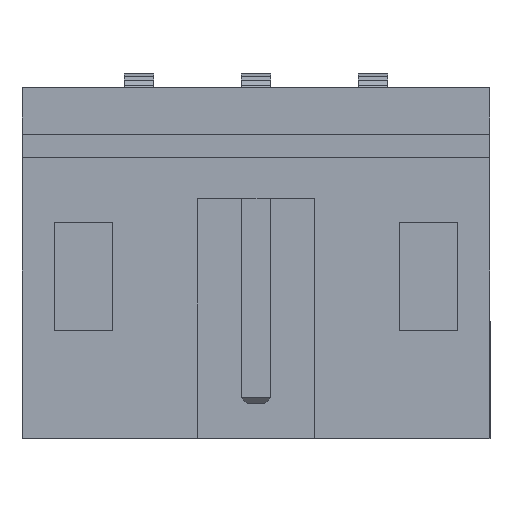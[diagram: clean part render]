
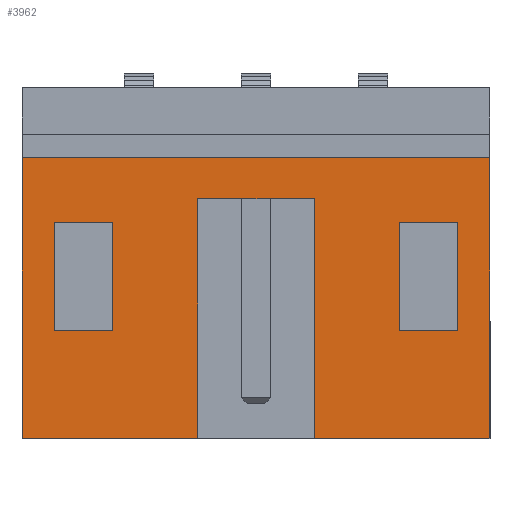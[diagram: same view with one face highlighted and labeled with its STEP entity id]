
A CAD part, top view. The second image highlights one B-rep face of the part: STEP entity #3962.
In plain terms, the highlighted planar face has unit normal (0, 0, 1).
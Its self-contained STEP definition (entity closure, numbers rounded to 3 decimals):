
#9 = VERTEX_POINT ( 'NONE', #1722 ) ;
#14 = EDGE_LOOP ( 'NONE', ( #3791, #1023, #1295, #643 ) ) ;
#73 = EDGE_CURVE ( 'NONE', #888, #3930, #770, .T. ) ;
#92 = LINE ( 'NONE', #1757, #919 ) ;
#113 = ORIENTED_EDGE ( 'NONE', *, *, #4274, .T. ) ;
#195 = LINE ( 'NONE', #2536, #2792 ) ;
#198 = LINE ( 'NONE', #1519, #3419 ) ;
#226 = VECTOR ( 'NONE', #460, 1000. ) ;
#257 = EDGE_CURVE ( 'NONE', #9, #1372, #983, .T. ) ;
#291 = DIRECTION ( 'NONE',  ( 0., 0., -1. ) ) ;
#317 = FACE_BOUND ( 'NONE', #14, .T. ) ;
#422 = EDGE_CURVE ( 'NONE', #1605, #4199, #782, .T. ) ;
#455 = VECTOR ( 'NONE', #701, 1000. ) ;
#460 = DIRECTION ( 'NONE',  ( 1., 0., 0. ) ) ;
#489 = CARTESIAN_POINT ( 'NONE',  ( -2.45, 0.7, 4.62 ) ) ;
#493 = DIRECTION ( 'NONE',  ( 1., 0., 0. ) ) ;
#632 = LINE ( 'NONE', #1953, #1278 ) ;
#643 = ORIENTED_EDGE ( 'NONE', *, *, #3364, .T. ) ;
#648 = CARTESIAN_POINT ( 'NONE',  ( 3.45, 0.7, 4.62 ) ) ;
#667 = DIRECTION ( 'NONE',  ( 0., 1., 0. ) ) ;
#675 = CARTESIAN_POINT ( 'NONE',  ( -3.45, -1.15, 4.62 ) ) ;
#697 = DIRECTION ( 'NONE',  ( -1., 0., 0. ) ) ;
#701 = DIRECTION ( 'NONE',  ( 1., 0., 0. ) ) ;
#732 = CARTESIAN_POINT ( 'NONE',  ( 4., -3., 4.62 ) ) ;
#770 = LINE ( 'NONE', #3475, #3081 ) ;
#772 = VECTOR ( 'NONE', #2483, 1000. ) ;
#782 = LINE ( 'NONE', #3428, #226 ) ;
#823 = LINE ( 'NONE', #1516, #3558 ) ;
#868 = ORIENTED_EDGE ( 'NONE', *, *, #1943, .T. ) ;
#888 = VERTEX_POINT ( 'NONE', #2463 ) ;
#900 = DIRECTION ( 'NONE',  ( 0., 1., 0. ) ) ;
#919 = VECTOR ( 'NONE', #697, 1000. ) ;
#925 = CARTESIAN_POINT ( 'NONE',  ( 2.45, -1.15, 4.62 ) ) ;
#941 = VECTOR ( 'NONE', #3334, 1000. ) ;
#983 = LINE ( 'NONE', #3315, #3919 ) ;
#1023 = ORIENTED_EDGE ( 'NONE', *, *, #1586, .T. ) ;
#1063 = EDGE_CURVE ( 'NONE', #4142, #888, #3630, .T. ) ;
#1099 = CARTESIAN_POINT ( 'NONE',  ( 3.45, 0.7, 4.62 ) ) ;
#1112 = DIRECTION ( 'NONE',  ( 1., 0., 0. ) ) ;
#1159 = EDGE_CURVE ( 'NONE', #1364, #1667, #92, .T. ) ;
#1209 = CARTESIAN_POINT ( 'NONE',  ( -1., 1.1, 4.62 ) ) ;
#1261 = EDGE_CURVE ( 'NONE', #2596, #2709, #198, .T. ) ;
#1278 = VECTOR ( 'NONE', #3279, 1000. ) ;
#1280 = CARTESIAN_POINT ( 'NONE',  ( -2.45, 0.7, 4.62 ) ) ;
#1295 = ORIENTED_EDGE ( 'NONE', *, *, #1261, .T. ) ;
#1361 = VECTOR ( 'NONE', #1112, 1000. ) ;
#1364 = VERTEX_POINT ( 'NONE', #2360 ) ;
#1372 = VERTEX_POINT ( 'NONE', #732 ) ;
#1384 = ORIENTED_EDGE ( 'NONE', *, *, #422, .T. ) ;
#1439 = CARTESIAN_POINT ( 'NONE',  ( -4., 1.8, 4.62 ) ) ;
#1494 = EDGE_LOOP ( 'NONE', ( #3152, #2371, #3623, #3682 ) ) ;
#1516 = CARTESIAN_POINT ( 'NONE',  ( -2.45, -1.15, 4.62 ) ) ;
#1519 = CARTESIAN_POINT ( 'NONE',  ( 2.45, 0.7, 4.62 ) ) ;
#1550 = EDGE_CURVE ( 'NONE', #1867, #4142, #823, .T. ) ;
#1586 = EDGE_CURVE ( 'NONE', #1667, #2596, #195, .T. ) ;
#1605 = VERTEX_POINT ( 'NONE', #1209 ) ;
#1615 = FACE_OUTER_BOUND ( 'NONE', #1760, .T. ) ;
#1640 = FACE_BOUND ( 'NONE', #1494, .T. ) ;
#1667 = VERTEX_POINT ( 'NONE', #925 ) ;
#1695 = DIRECTION ( 'NONE',  ( 0., -1., 0. ) ) ;
#1703 = ORIENTED_EDGE ( 'NONE', *, *, #3119, .F. ) ;
#1722 = CARTESIAN_POINT ( 'NONE',  ( 4., 1.8, 4.62 ) ) ;
#1736 = EDGE_CURVE ( 'NONE', #4114, #3223, #2957, .T. ) ;
#1738 = VERTEX_POINT ( 'NONE', #4293 ) ;
#1757 = CARTESIAN_POINT ( 'NONE',  ( 3.45, -1.15, 4.62 ) ) ;
#1760 = EDGE_LOOP ( 'NONE', ( #2484, #3068, #3024, #1703, #3037, #868, #113, #1384 ) ) ;
#1867 = VERTEX_POINT ( 'NONE', #4052 ) ;
#1943 = EDGE_CURVE ( 'NONE', #4114, #1738, #2283, .T. ) ;
#1953 = CARTESIAN_POINT ( 'NONE',  ( 1., 1.1, 4.62 ) ) ;
#1967 = DIRECTION ( 'NONE',  ( 0., -1., 0. ) ) ;
#1987 = DIRECTION ( 'NONE',  ( 0., 1., 0. ) ) ;
#2184 = CARTESIAN_POINT ( 'NONE',  ( 1., -3., 4.62 ) ) ;
#2194 = CARTESIAN_POINT ( 'NONE',  ( -3.45, -1.15, 4.62 ) ) ;
#2253 = CARTESIAN_POINT ( 'NONE',  ( 2.45, 0.7, 4.62 ) ) ;
#2283 = LINE ( 'NONE', #4020, #455 ) ;
#2319 = DIRECTION ( 'NONE',  ( -1., 0., 0. ) ) ;
#2360 = CARTESIAN_POINT ( 'NONE',  ( 3.45, -1.15, 4.62 ) ) ;
#2371 = ORIENTED_EDGE ( 'NONE', *, *, #1550, .T. ) ;
#2375 = EDGE_CURVE ( 'NONE', #3930, #1867, #3998, .T. ) ;
#2463 = CARTESIAN_POINT ( 'NONE',  ( -3.45, 0.7, 4.62 ) ) ;
#2483 = DIRECTION ( 'NONE',  ( 0., 1., 0. ) ) ;
#2484 = ORIENTED_EDGE ( 'NONE', *, *, #3011, .T. ) ;
#2528 = EDGE_CURVE ( 'NONE', #3253, #1372, #3832, .T. ) ;
#2536 = CARTESIAN_POINT ( 'NONE',  ( 2.45, -1.15, 4.62 ) ) ;
#2596 = VERTEX_POINT ( 'NONE', #2253 ) ;
#2615 = LINE ( 'NONE', #648, #3908 ) ;
#2624 = PLANE ( 'NONE',  #3890 ) ;
#2654 = CARTESIAN_POINT ( 'NONE',  ( -4., -3., 4.62 ) ) ;
#2709 = VERTEX_POINT ( 'NONE', #1099 ) ;
#2792 = VECTOR ( 'NONE', #900, 1000. ) ;
#2822 = LINE ( 'NONE', #4153, #772 ) ;
#2957 = LINE ( 'NONE', #2654, #4121 ) ;
#3011 = EDGE_CURVE ( 'NONE', #4199, #3253, #632, .T. ) ;
#3024 = ORIENTED_EDGE ( 'NONE', *, *, #257, .F. ) ;
#3037 = ORIENTED_EDGE ( 'NONE', *, *, #1736, .F. ) ;
#3068 = ORIENTED_EDGE ( 'NONE', *, *, #2528, .T. ) ;
#3081 = VECTOR ( 'NONE', #4108, 1000. ) ;
#3119 = EDGE_CURVE ( 'NONE', #3223, #9, #4132, .T. ) ;
#3152 = ORIENTED_EDGE ( 'NONE', *, *, #2375, .T. ) ;
#3192 = DIRECTION ( 'NONE',  ( -1., 0., 0. ) ) ;
#3223 = VERTEX_POINT ( 'NONE', #3879 ) ;
#3253 = VERTEX_POINT ( 'NONE', #3529 ) ;
#3279 = DIRECTION ( 'NONE',  ( 0., -1., 0. ) ) ;
#3315 = CARTESIAN_POINT ( 'NONE',  ( 4., 1.8, 4.62 ) ) ;
#3334 = DIRECTION ( 'NONE',  ( 0., -1., 0. ) ) ;
#3364 = EDGE_CURVE ( 'NONE', #2709, #1364, #2615, .T. ) ;
#3419 = VECTOR ( 'NONE', #493, 1000. ) ;
#3428 = CARTESIAN_POINT ( 'NONE',  ( -1., 1.1, 4.62 ) ) ;
#3475 = CARTESIAN_POINT ( 'NONE',  ( -3.45, 0.7, 4.62 ) ) ;
#3486 = DIRECTION ( 'NONE',  ( 1., 0., 0. ) ) ;
#3501 = CARTESIAN_POINT ( 'NONE',  ( -4., -3., 4.62 ) ) ;
#3529 = CARTESIAN_POINT ( 'NONE',  ( 1., -3., 4.62 ) ) ;
#3558 = VECTOR ( 'NONE', #3192, 1000. ) ;
#3623 = ORIENTED_EDGE ( 'NONE', *, *, #1063, .T. ) ;
#3630 = LINE ( 'NONE', #675, #4045 ) ;
#3645 = CARTESIAN_POINT ( 'NONE',  ( 0., 0., 4.62 ) ) ;
#3682 = ORIENTED_EDGE ( 'NONE', *, *, #73, .T. ) ;
#3791 = ORIENTED_EDGE ( 'NONE', *, *, #1159, .T. ) ;
#3832 = LINE ( 'NONE', #2184, #3986 ) ;
#3850 = CARTESIAN_POINT ( 'NONE',  ( 1., 1.1, 4.62 ) ) ;
#3879 = CARTESIAN_POINT ( 'NONE',  ( -4., 1.8, 4.62 ) ) ;
#3890 = AXIS2_PLACEMENT_3D ( 'NONE', #3645, #291, #2319 ) ;
#3908 = VECTOR ( 'NONE', #1967, 1000. ) ;
#3919 = VECTOR ( 'NONE', #1695, 1000. ) ;
#3930 = VERTEX_POINT ( 'NONE', #489 ) ;
#3962 = ADVANCED_FACE ( 'NONE', ( #1640, #1615, #317 ), #2624, .F. ) ;
#3986 = VECTOR ( 'NONE', #3486, 1000. ) ;
#3998 = LINE ( 'NONE', #1280, #941 ) ;
#4020 = CARTESIAN_POINT ( 'NONE',  ( -4., -3., 4.62 ) ) ;
#4045 = VECTOR ( 'NONE', #1987, 1000. ) ;
#4052 = CARTESIAN_POINT ( 'NONE',  ( -2.45, -1.15, 4.62 ) ) ;
#4108 = DIRECTION ( 'NONE',  ( 1., 0., 0. ) ) ;
#4114 = VERTEX_POINT ( 'NONE', #3501 ) ;
#4121 = VECTOR ( 'NONE', #667, 1000. ) ;
#4132 = LINE ( 'NONE', #1439, #1361 ) ;
#4142 = VERTEX_POINT ( 'NONE', #2194 ) ;
#4153 = CARTESIAN_POINT ( 'NONE',  ( -1., -3., 4.62 ) ) ;
#4199 = VERTEX_POINT ( 'NONE', #3850 ) ;
#4274 = EDGE_CURVE ( 'NONE', #1738, #1605, #2822, .T. ) ;
#4293 = CARTESIAN_POINT ( 'NONE',  ( -1., -3., 4.62 ) ) ;
